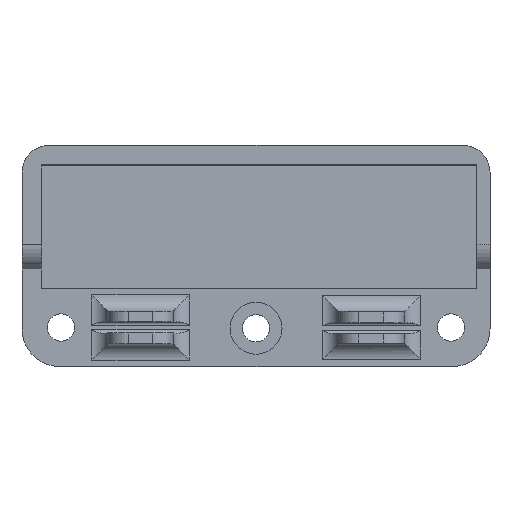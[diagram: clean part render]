
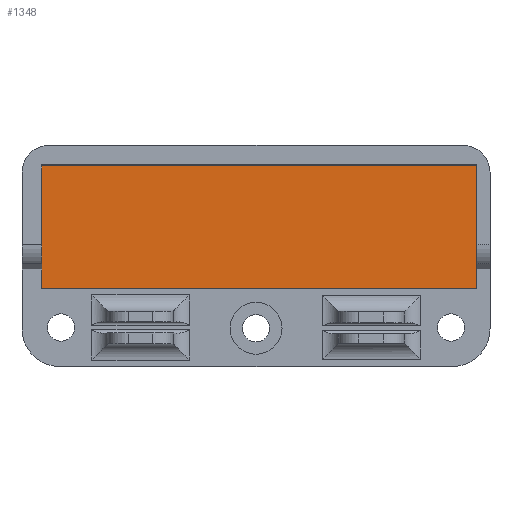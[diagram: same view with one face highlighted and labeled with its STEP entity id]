
A CAD part, top view. The second image highlights one B-rep face of the part: STEP entity #1348.
In plain terms, the highlighted planar face has unit normal (0, 0, 1).
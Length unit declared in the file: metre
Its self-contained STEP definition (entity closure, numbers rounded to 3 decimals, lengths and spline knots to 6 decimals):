
#180=LINE('',#2282,#298);
#183=LINE('',#2288,#301);
#187=LINE('',#2298,#305);
#189=LINE('',#2301,#307);
#298=VECTOR('',#1846,1.);
#301=VECTOR('',#1851,1.);
#305=VECTOR('',#1859,1.);
#307=VECTOR('',#1863,1.);
#654=ORIENTED_EDGE('',*,*,#865,.T.);
#655=ORIENTED_EDGE('',*,*,#868,.T.);
#656=ORIENTED_EDGE('',*,*,#873,.F.);
#657=ORIENTED_EDGE('',*,*,#875,.F.);
#865=EDGE_CURVE('',#1004,#1003,#180,.T.);
#868=EDGE_CURVE('',#1003,#1005,#183,.T.);
#873=EDGE_CURVE('',#1009,#1005,#187,.T.);
#875=EDGE_CURVE('',#1004,#1009,#189,.T.);
#1003=VERTEX_POINT('',#2281);
#1004=VERTEX_POINT('',#2283);
#1005=VERTEX_POINT('',#2287);
#1009=VERTEX_POINT('',#2297);
#1144=EDGE_LOOP('',(#654,#655,#656,#657));
#1240=FACE_BOUND('',#1144,.T.);
#1279=PLANE('',#1492);
#1348=ADVANCED_FACE('',(#1240),#1279,.T.);
#1492=AXIS2_PLACEMENT_3D('',#2302,#1864,#1865);
#1846=DIRECTION('',(0.,-1.,0.));
#1851=DIRECTION('',(1.,0.,0.));
#1859=DIRECTION('',(0.,-1.,0.));
#1863=DIRECTION('',(1.,0.,0.));
#1864=DIRECTION('',(0.,0.,1.));
#1865=DIRECTION('',(1.,0.,0.));
#2281=CARTESIAN_POINT('',(-0.01525,0.006,0.0015));
#2282=CARTESIAN_POINT('',(-0.01525,0.0155,0.0015));
#2283=CARTESIAN_POINT('',(-0.01525,0.025,0.0015));
#2287=CARTESIAN_POINT('',(0.05175,0.006,0.0015));
#2288=CARTESIAN_POINT('',(0.01825,0.006,0.0015));
#2297=CARTESIAN_POINT('',(0.05175,0.025,0.0015));
#2298=CARTESIAN_POINT('',(0.05175,0.0155,0.0015));
#2301=CARTESIAN_POINT('',(0.01825,0.025,0.0015));
#2302=CARTESIAN_POINT('',(0.01775,0.01095,0.0015));
